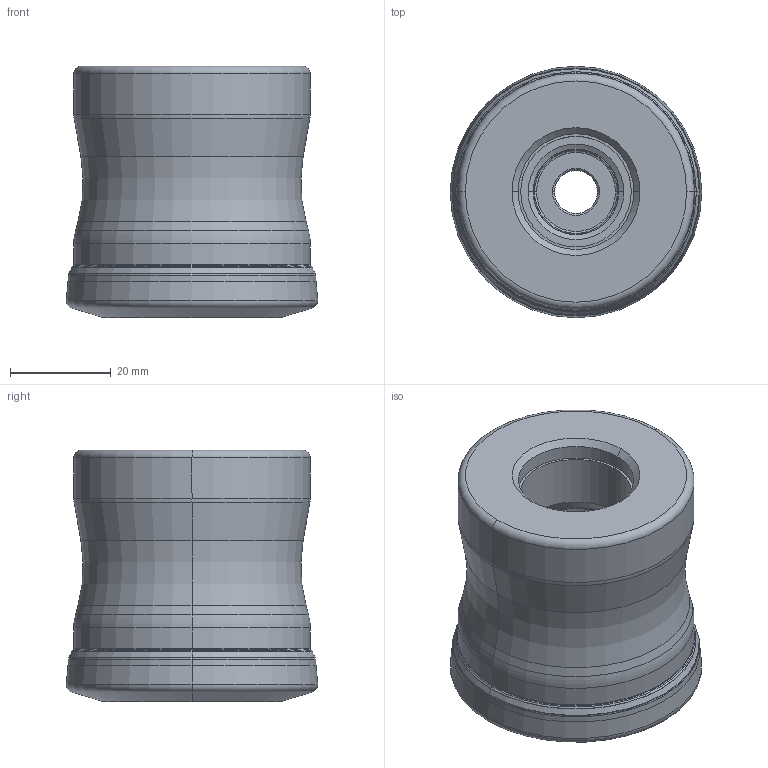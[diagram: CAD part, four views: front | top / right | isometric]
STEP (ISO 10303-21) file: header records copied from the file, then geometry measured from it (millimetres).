
FILE_DESCRIPTION(/* description */ (''),/* implementation_level */ '2;1');
FILE_NAME(/* name */ 'WJX14-050A04AR_MR1_5.stp',/* time_stamp */ '2019-02-12T19:00:32+09:00',/* author */ (''),/* organization */ (''),/* preprocessor_version */ 'ST-DEVELOPER v16',/* originating_system */ 'SIEMENS PLM Software NX 10.0',/* authorisation */ '');
FILE_SCHEMA (('AUTOMOTIVE_DESIGN { 1 0 10303 214 3 1 1 1 }'));
Length unit declared in the file: millimetre
Products named in the file (1): WJX14-050A04AR_MR1_5_ASM
Bounding box: 49.99 x 49.99 x 50 mm (x, y, z)
Volume: 81336.6 mm3; surface area: 18120.6 mm2
Topology: 2 solids, 2 shells, 145 faces, 290 edges, 152 vertices
Faces by surface type: revolution 64, cone 28, torus 26, cylinder 18, plane 7, bspline 2
Entity records: 4872 total; most frequent: CARTESIAN_POINT 1785, DIRECTION 652, ORIENTED_EDGE 580, EDGE_CURVE 290, AXIS2_PLACEMENT_3D 271, CIRCLE 180, EDGE_LOOP 152, VERTEX_POINT 152
